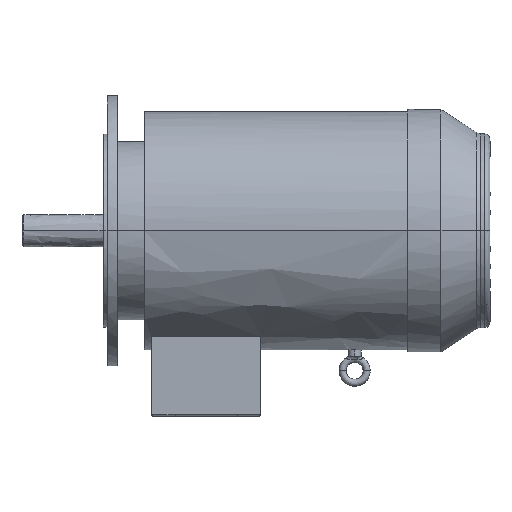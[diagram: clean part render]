
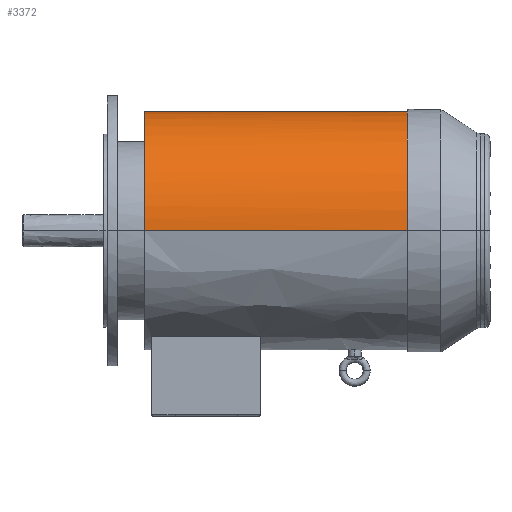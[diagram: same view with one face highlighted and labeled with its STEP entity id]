
A CAD part, top view. The second image highlights one B-rep face of the part: STEP entity #3372.
In plain terms, the highlighted free-form (B-spline) face has degree [3, 1] with [4, 2] control points.
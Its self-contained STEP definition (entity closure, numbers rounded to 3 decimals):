
#3372 = ADVANCED_FACE('',(#3373),#3388,.T.);
#3373 = FACE_BOUND('',#3374,.T.);
#3374 = EDGE_LOOP('',(#3375,#3402,#3416,#3432));
#3375 = ORIENTED_EDGE('',*,*,#3376,.T.);
#3376 = EDGE_CURVE('',#3377,#3379,#3381,.T.);
#3377 = VERTEX_POINT('',#3378);
#3378 = CARTESIAN_POINT('',(388.,0.,154.));
#3379 = VERTEX_POINT('',#3380);
#3380 = CARTESIAN_POINT('',(388.,0.,-154.));
#3381 = SURFACE_CURVE('',#3382,(#3387),.PCURVE_S1.);
#3382 = ( BOUNDED_CURVE() B_SPLINE_CURVE(3,(#3383,#3384,#3385,#3386),
.UNSPECIFIED.,.F.,.F.) B_SPLINE_CURVE_WITH_KNOTS((4,4),(0.,
3.142),.PIECEWISE_BEZIER_KNOTS.) CURVE() 
GEOMETRIC_REPRESENTATION_ITEM() RATIONAL_B_SPLINE_CURVE((1.,
0.333,0.333,1.)) REPRESENTATION_ITEM('') );
#3383 = CARTESIAN_POINT('',(388.,0.,154.));
#3384 = CARTESIAN_POINT('',(388.,308.,154.));
#3385 = CARTESIAN_POINT('',(388.,308.,-154.));
#3386 = CARTESIAN_POINT('',(388.,0.,-154.));
#3387 = PCURVE('',#3388,#3397);
#3388 = ( BOUNDED_SURFACE() B_SPLINE_SURFACE(3,1,(
    (#3389,#3390)
    ,(#3391,#3392)
    ,(#3393,#3394)
    ,(#3395,#3396
)),.UNSPECIFIED.,.F.,.F.,.F.) B_SPLINE_SURFACE_WITH_KNOTS((4,4),(2,2),(
    0.,1.),(0.,1.),.PIECEWISE_BEZIER_KNOTS.) 
GEOMETRIC_REPRESENTATION_ITEM() RATIONAL_B_SPLINE_SURFACE((
    (1.,1.)
    ,(0.333,0.333)
    ,(0.333,0.333)
,(1.,1.))) REPRESENTATION_ITEM('') SURFACE() );
#3389 = CARTESIAN_POINT('',(388.,0.,154.));
#3390 = CARTESIAN_POINT('',(48.,0.,154.));
#3391 = CARTESIAN_POINT('',(388.,308.,154.));
#3392 = CARTESIAN_POINT('',(48.,308.,154.));
#3393 = CARTESIAN_POINT('',(388.,308.,-154.));
#3394 = CARTESIAN_POINT('',(48.,308.,-154.));
#3395 = CARTESIAN_POINT('',(388.,0.,-154.));
#3396 = CARTESIAN_POINT('',(48.,0.,-154.));
#3397 = DEFINITIONAL_REPRESENTATION('',(#3398),#3401);
#3398 = B_SPLINE_CURVE_WITH_KNOTS('',1,(#3399,#3400),.UNSPECIFIED.,.F.,
  .F.,(2,2),(0.,3.142),.PIECEWISE_BEZIER_KNOTS.);
#3399 = CARTESIAN_POINT('',(0.,0.));
#3400 = CARTESIAN_POINT('',(1.,0.));
#3401 = ( GEOMETRIC_REPRESENTATION_CONTEXT(2) 
PARAMETRIC_REPRESENTATION_CONTEXT() REPRESENTATION_CONTEXT('2D SPACE',''
  ) );
#3402 = ORIENTED_EDGE('',*,*,#3403,.T.);
#3403 = EDGE_CURVE('',#3379,#3404,#3406,.T.);
#3404 = VERTEX_POINT('',#3405);
#3405 = CARTESIAN_POINT('',(48.,0.,-154.));
#3406 = SURFACE_CURVE('',#3407,(#3410),.PCURVE_S1.);
#3407 = B_SPLINE_CURVE_WITH_KNOTS('',1,(#3408,#3409),.UNSPECIFIED.,.F.,
  .F.,(2,2),(-0.074,0.266),.PIECEWISE_BEZIER_KNOTS.);
#3408 = CARTESIAN_POINT('',(388.,0.,-154.));
#3409 = CARTESIAN_POINT('',(48.,0.,-154.));
#3410 = PCURVE('',#3388,#3411);
#3411 = DEFINITIONAL_REPRESENTATION('',(#3412),#3415);
#3412 = B_SPLINE_CURVE_WITH_KNOTS('',1,(#3413,#3414),.UNSPECIFIED.,.F.,
  .F.,(2,2),(-0.074,0.266),.PIECEWISE_BEZIER_KNOTS.);
#3413 = CARTESIAN_POINT('',(1.,0.));
#3414 = CARTESIAN_POINT('',(1.,1.));
#3415 = ( GEOMETRIC_REPRESENTATION_CONTEXT(2) 
PARAMETRIC_REPRESENTATION_CONTEXT() REPRESENTATION_CONTEXT('2D SPACE',''
  ) );
#3416 = ORIENTED_EDGE('',*,*,#3417,.T.);
#3417 = EDGE_CURVE('',#3404,#3418,#3420,.T.);
#3418 = VERTEX_POINT('',#3419);
#3419 = CARTESIAN_POINT('',(48.,0.,154.));
#3420 = SURFACE_CURVE('',#3421,(#3426),.PCURVE_S1.);
#3421 = ( BOUNDED_CURVE() B_SPLINE_CURVE(3,(#3422,#3423,#3424,#3425),
.UNSPECIFIED.,.F.,.F.) B_SPLINE_CURVE_WITH_KNOTS((4,4),(-3.142,
0.),.PIECEWISE_BEZIER_KNOTS.) CURVE() GEOMETRIC_REPRESENTATION_ITEM
() RATIONAL_B_SPLINE_CURVE((1.,0.333,0.333,1.)) 
REPRESENTATION_ITEM('') );
#3422 = CARTESIAN_POINT('',(48.,0.,-154.));
#3423 = CARTESIAN_POINT('',(48.,308.,-154.));
#3424 = CARTESIAN_POINT('',(48.,308.,154.));
#3425 = CARTESIAN_POINT('',(48.,0.,154.));
#3426 = PCURVE('',#3388,#3427);
#3427 = DEFINITIONAL_REPRESENTATION('',(#3428),#3431);
#3428 = B_SPLINE_CURVE_WITH_KNOTS('',1,(#3429,#3430),.UNSPECIFIED.,.F.,
  .F.,(2,2),(-3.142,0.),.PIECEWISE_BEZIER_KNOTS.);
#3429 = CARTESIAN_POINT('',(1.,1.));
#3430 = CARTESIAN_POINT('',(0.,1.));
#3431 = ( GEOMETRIC_REPRESENTATION_CONTEXT(2) 
PARAMETRIC_REPRESENTATION_CONTEXT() REPRESENTATION_CONTEXT('2D SPACE',''
  ) );
#3432 = ORIENTED_EDGE('',*,*,#3433,.T.);
#3433 = EDGE_CURVE('',#3418,#3377,#3434,.T.);
#3434 = SURFACE_CURVE('',#3435,(#3438),.PCURVE_S1.);
#3435 = B_SPLINE_CURVE_WITH_KNOTS('',1,(#3436,#3437),.UNSPECIFIED.,.F.,
  .F.,(2,2),(-0.266,0.074),.PIECEWISE_BEZIER_KNOTS.);
#3436 = CARTESIAN_POINT('',(48.,0.,154.));
#3437 = CARTESIAN_POINT('',(388.,0.,154.));
#3438 = PCURVE('',#3388,#3439);
#3439 = DEFINITIONAL_REPRESENTATION('',(#3440),#3443);
#3440 = B_SPLINE_CURVE_WITH_KNOTS('',1,(#3441,#3442),.UNSPECIFIED.,.F.,
  .F.,(2,2),(-0.266,0.074),.PIECEWISE_BEZIER_KNOTS.);
#3441 = CARTESIAN_POINT('',(0.,1.));
#3442 = CARTESIAN_POINT('',(0.,0.));
#3443 = ( GEOMETRIC_REPRESENTATION_CONTEXT(2) 
PARAMETRIC_REPRESENTATION_CONTEXT() REPRESENTATION_CONTEXT('2D SPACE',''
  ) );
